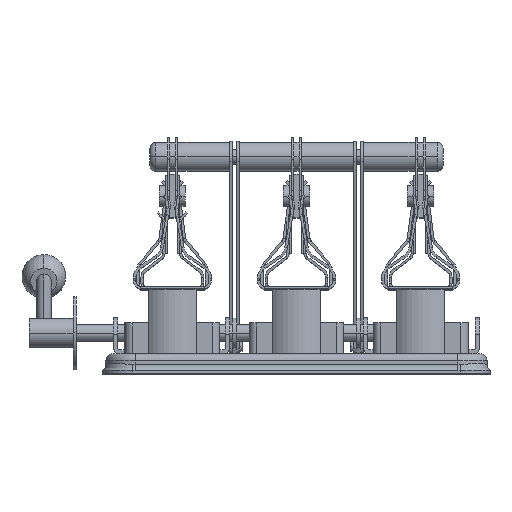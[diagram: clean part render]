
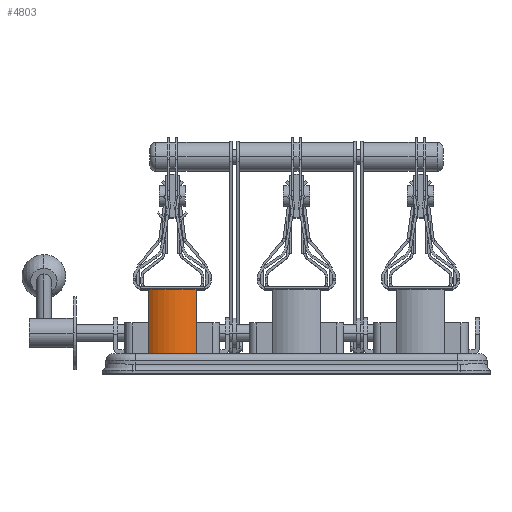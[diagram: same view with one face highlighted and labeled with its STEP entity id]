
A CAD part, top view. The second image highlights one B-rep face of the part: STEP entity #4803.
In plain terms, the highlighted cylindrical face has radius 25 mm (diameter 50 mm), a partial arc.
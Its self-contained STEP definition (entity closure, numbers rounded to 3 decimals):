
#38 = VERTEX_POINT ( 'NONE', #36035 ) ;
#1385 = DIRECTION ( 'NONE',  ( 0., 1., 0. ) ) ;
#4110 = ORIENTED_EDGE ( 'NONE', *, *, #15619, .T. ) ;
#4803 = ADVANCED_FACE ( 'NONE', ( #20907 ), #11635, .T. ) ;
#5019 = CARTESIAN_POINT ( 'NONE',  ( -85., 57.5, 135. ) ) ;
#5619 = VERTEX_POINT ( 'NONE', #27428 ) ;
#5798 = ORIENTED_EDGE ( 'NONE', *, *, #19898, .F. ) ;
#6811 = EDGE_LOOP ( 'NONE', ( #4110, #39674, #5798, #31885 ) ) ;
#7177 = AXIS2_PLACEMENT_3D ( 'NONE', #36232, #16620, #16760 ) ;
#8234 = VECTOR ( 'NONE', #39275, 1000. ) ;
#8809 = EDGE_CURVE ( 'NONE', #17840, #5619, #14379, .T. ) ;
#9324 = VERTEX_POINT ( 'NONE', #40186 ) ;
#11635 = CYLINDRICAL_SURFACE ( 'NONE', #7177, 25. ) ;
#12230 = CIRCLE ( 'NONE', #21005, 25. ) ;
#14379 = LINE ( 'NONE', #29413, #8234 ) ;
#15619 = EDGE_CURVE ( 'NONE', #9324, #5619, #17412, .T. ) ;
#16620 = DIRECTION ( 'NONE',  ( 0., -1., 0. ) ) ;
#16760 = DIRECTION ( 'NONE',  ( 0., 0., -1. ) ) ;
#17412 = CIRCLE ( 'NONE', #21650, 25. ) ;
#17840 = VERTEX_POINT ( 'NONE', #27841 ) ;
#17871 = CARTESIAN_POINT ( 'NONE',  ( -85., 13.5, 135. ) ) ;
#18261 = LINE ( 'NONE', #40059, #36153 ) ;
#19898 = EDGE_CURVE ( 'NONE', #38, #17840, #12230, .T. ) ;
#20907 = FACE_OUTER_BOUND ( 'NONE', #6811, .T. ) ;
#21005 = AXIS2_PLACEMENT_3D ( 'NONE', #5019, #27919, #28074 ) ;
#21585 = DIRECTION ( 'NONE',  ( 0., 0., -1. ) ) ;
#21650 = AXIS2_PLACEMENT_3D ( 'NONE', #17871, #1385, #21585 ) ;
#25613 = EDGE_CURVE ( 'NONE', #38, #9324, #18261, .T. ) ;
#27148 = DIRECTION ( 'NONE',  ( 0., -1., 0. ) ) ;
#27428 = CARTESIAN_POINT ( 'NONE',  ( -68.752, 13.5, 154. ) ) ;
#27841 = CARTESIAN_POINT ( 'NONE',  ( -68.752, 57.5, 154. ) ) ;
#27919 = DIRECTION ( 'NONE',  ( 0., 1., 0. ) ) ;
#28074 = DIRECTION ( 'NONE',  ( 0., 0., -1. ) ) ;
#29413 = CARTESIAN_POINT ( 'NONE',  ( -68.752, 57.5, 154. ) ) ;
#31885 = ORIENTED_EDGE ( 'NONE', *, *, #25613, .T. ) ;
#36035 = CARTESIAN_POINT ( 'NONE',  ( -101.248, 57.5, 154. ) ) ;
#36153 = VECTOR ( 'NONE', #27148, 1000. ) ;
#36232 = CARTESIAN_POINT ( 'NONE',  ( -85., 57.5, 135. ) ) ;
#39275 = DIRECTION ( 'NONE',  ( 0., -1., 0. ) ) ;
#39674 = ORIENTED_EDGE ( 'NONE', *, *, #8809, .F. ) ;
#40059 = CARTESIAN_POINT ( 'NONE',  ( -101.248, 57.5, 154. ) ) ;
#40186 = CARTESIAN_POINT ( 'NONE',  ( -101.248, 13.5, 154. ) ) ;
